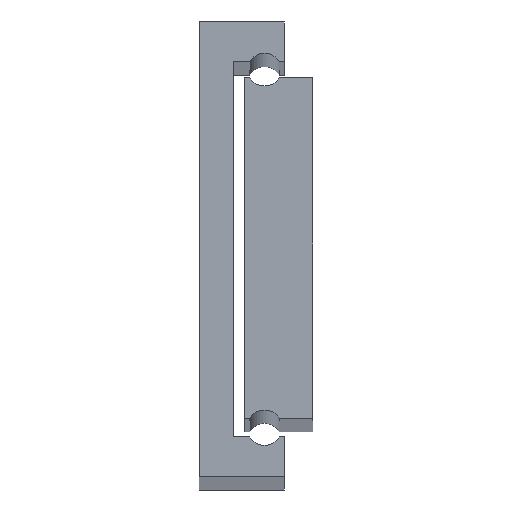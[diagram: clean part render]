
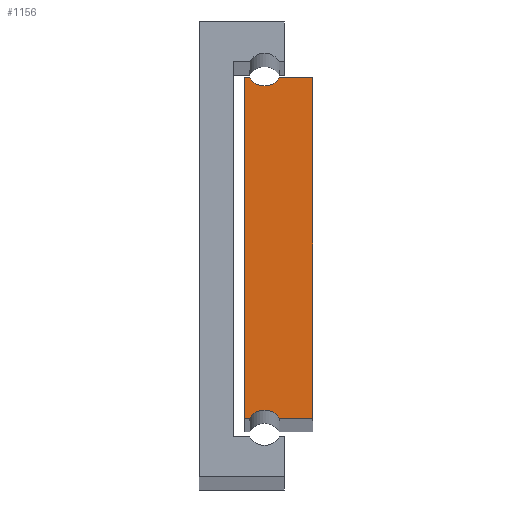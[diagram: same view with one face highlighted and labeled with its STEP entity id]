
A CAD part, top view. The second image highlights one B-rep face of the part: STEP entity #1156.
In plain terms, the highlighted planar face has unit normal (0, 0, 1).
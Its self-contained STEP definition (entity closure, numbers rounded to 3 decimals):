
#43 = ORIENTED_EDGE ( 'NONE', *, *, #2720, .T. ) ;
#85 = ORIENTED_EDGE ( 'NONE', *, *, #2575, .T. ) ;
#123 = LINE ( 'NONE', #1097, #2242 ) ;
#244 = VECTOR ( 'NONE', #1931, 1000. ) ;
#249 = EDGE_CURVE ( 'NONE', #2903, #2473, #1998, .T. ) ;
#264 = DIRECTION ( 'NONE',  ( 1., 0., 0. ) ) ;
#276 = VECTOR ( 'NONE', #1384, 1000. ) ;
#307 = CARTESIAN_POINT ( 'NONE',  ( -0.571, 17.424, 675. ) ) ;
#317 = CARTESIAN_POINT ( 'NONE',  ( -0.571, 17.424, 675. ) ) ;
#344 = CARTESIAN_POINT ( 'NONE',  ( 7.929, 18.924, 675. ) ) ;
#373 = EDGE_CURVE ( 'NONE', #1977, #1170, #123, .T. ) ;
#377 = CIRCLE ( 'NONE', #1021, 3. ) ;
#441 = CARTESIAN_POINT ( 'NONE',  ( 2.027, 78.924, 675. ) ) ;
#507 = EDGE_CURVE ( 'NONE', #1229, #923, #925, .T. ) ;
#516 = DIRECTION ( 'NONE',  ( 1., 0., 0. ) ) ;
#517 = CARTESIAN_POINT ( 'NONE',  ( 2.027, 18.924, 675. ) ) ;
#528 = CARTESIAN_POINT ( 'NONE',  ( -3.169, 78.924, 675. ) ) ;
#636 = EDGE_CURVE ( 'NONE', #1170, #2903, #377, .T. ) ;
#673 = CARTESIAN_POINT ( 'NONE',  ( -4.071, 18.924, 675. ) ) ;
#808 = FACE_OUTER_BOUND ( 'NONE', #1263, .T. ) ;
#814 = CARTESIAN_POINT ( 'NONE',  ( -0.571, 80.424, 675. ) ) ;
#844 = CARTESIAN_POINT ( 'NONE',  ( 7.929, 18.924, 675. ) ) ;
#893 = CARTESIAN_POINT ( 'NONE',  ( 2.027, 18.924, 675. ) ) ;
#923 = VERTEX_POINT ( 'NONE', #1322 ) ;
#925 = LINE ( 'NONE', #1887, #2031 ) ;
#960 = ORIENTED_EDGE ( 'NONE', *, *, #507, .T. ) ;
#1021 = AXIS2_PLACEMENT_3D ( 'NONE', #307, #1975, #1268 ) ;
#1081 = DIRECTION ( 'NONE',  ( 1., 0., 0. ) ) ;
#1091 = LINE ( 'NONE', #844, #276 ) ;
#1097 = CARTESIAN_POINT ( 'NONE',  ( -4.071, 18.924, 675. ) ) ;
#1112 = ORIENTED_EDGE ( 'NONE', *, *, #636, .T. ) ;
#1153 = VECTOR ( 'NONE', #1941, 1000. ) ;
#1156 = ADVANCED_FACE ( 'NONE', ( #808 ), #2737, .F. ) ;
#1170 = VERTEX_POINT ( 'NONE', #1299 ) ;
#1220 = CARTESIAN_POINT ( 'NONE',  ( -4.071, 78.924, 675. ) ) ;
#1229 = VERTEX_POINT ( 'NONE', #528 ) ;
#1263 = EDGE_LOOP ( 'NONE', ( #1564, #2414, #1112, #3030, #1303, #43, #85, #960 ) ) ;
#1268 = DIRECTION ( 'NONE',  ( -1., 0., 0. ) ) ;
#1282 = DIRECTION ( 'NONE',  ( -1., 0., 0. ) ) ;
#1299 = CARTESIAN_POINT ( 'NONE',  ( -3.169, 18.924, 675. ) ) ;
#1303 = ORIENTED_EDGE ( 'NONE', *, *, #1533, .T. ) ;
#1322 = CARTESIAN_POINT ( 'NONE',  ( -4.071, 78.924, 675. ) ) ;
#1384 = DIRECTION ( 'NONE',  ( 0., 1., 0. ) ) ;
#1436 = AXIS2_PLACEMENT_3D ( 'NONE', #317, #2973, #1282 ) ;
#1473 = CARTESIAN_POINT ( 'NONE',  ( 7.929, 78.924, 675. ) ) ;
#1533 = EDGE_CURVE ( 'NONE', #2473, #2497, #1091, .T. ) ;
#1564 = ORIENTED_EDGE ( 'NONE', *, *, #2375, .T. ) ;
#1887 = CARTESIAN_POINT ( 'NONE',  ( -3.169, 78.924, 675. ) ) ;
#1930 = AXIS2_PLACEMENT_3D ( 'NONE', #814, #2756, #516 ) ;
#1931 = DIRECTION ( 'NONE',  ( 0., -1., 0. ) ) ;
#1941 = DIRECTION ( 'NONE',  ( -1., 0., 0. ) ) ;
#1975 = DIRECTION ( 'NONE',  ( 0., 0., -1. ) ) ;
#1977 = VERTEX_POINT ( 'NONE', #673 ) ;
#1998 = LINE ( 'NONE', #517, #2185 ) ;
#2027 = CIRCLE ( 'NONE', #1930, 3. ) ;
#2031 = VECTOR ( 'NONE', #2155, 1000. ) ;
#2155 = DIRECTION ( 'NONE',  ( -1., 0., 0. ) ) ;
#2177 = LINE ( 'NONE', #1473, #1153 ) ;
#2185 = VECTOR ( 'NONE', #264, 1000. ) ;
#2242 = VECTOR ( 'NONE', #1081, 1000. ) ;
#2375 = EDGE_CURVE ( 'NONE', #923, #1977, #2681, .T. ) ;
#2414 = ORIENTED_EDGE ( 'NONE', *, *, #373, .T. ) ;
#2473 = VERTEX_POINT ( 'NONE', #344 ) ;
#2497 = VERTEX_POINT ( 'NONE', #2727 ) ;
#2575 = EDGE_CURVE ( 'NONE', #2998, #1229, #2027, .T. ) ;
#2681 = LINE ( 'NONE', #1220, #244 ) ;
#2720 = EDGE_CURVE ( 'NONE', #2497, #2998, #2177, .T. ) ;
#2727 = CARTESIAN_POINT ( 'NONE',  ( 7.929, 78.924, 675. ) ) ;
#2737 = PLANE ( 'NONE',  #1436 ) ;
#2756 = DIRECTION ( 'NONE',  ( 0., 0., -1. ) ) ;
#2903 = VERTEX_POINT ( 'NONE', #893 ) ;
#2973 = DIRECTION ( 'NONE',  ( 0., 0., -1. ) ) ;
#2998 = VERTEX_POINT ( 'NONE', #441 ) ;
#3030 = ORIENTED_EDGE ( 'NONE', *, *, #249, .T. ) ;
